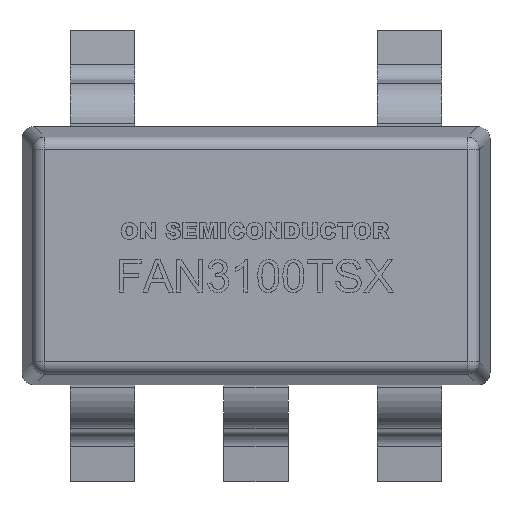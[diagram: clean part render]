
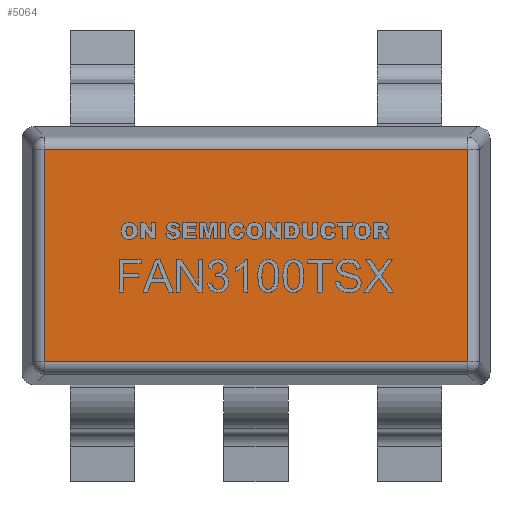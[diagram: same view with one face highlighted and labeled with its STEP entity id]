
A CAD part, top view. The second image highlights one B-rep face of the part: STEP entity #5064.
In plain terms, the highlighted planar face has unit normal (0, 0, 1).
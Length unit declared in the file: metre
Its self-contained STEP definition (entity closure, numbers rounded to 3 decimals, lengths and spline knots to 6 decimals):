
#2542 = EDGE_CURVE( '', #6552, #6553, #6554, .T. );
#3316 = EDGE_CURVE( '', #6074, #7692, #7693, .T. );
#4838 = EDGE_CURVE( '', #6553, #6074, #9552, .T. );
#5056 = EDGE_CURVE( '', #7692, #6552, #9805, .T. );
#5064 = ADVANCED_FACE( '', ( #9813 ), #9814, .T. );
#6074 = VERTEX_POINT( '', #11331 );
#6552 = VERTEX_POINT( '', #12070 );
#6553 = VERTEX_POINT( '', #12071 );
#6554 = LINE( '', #12072, #12073 );
#7692 = VERTEX_POINT( '', #13873 );
#7693 = LINE( '', #13874, #13875 );
#9552 = LINE( '', #17110, #17111 );
#9805 = LINE( '', #17547, #17548 );
#9813 = FACE_OUTER_BOUND( '', #17561, .T. );
#9814 = PLANE( '', #17562 );
#11331 = CARTESIAN_POINT( '', ( 0.001309, 0.000659, 0.0015 ) );
#12070 = CARTESIAN_POINT( '', ( -0.001309, -0.000659, 0.0015 ) );
#12071 = CARTESIAN_POINT( '', ( -0.001309, 0.000659, 0.0015 ) );
#12072 = CARTESIAN_POINT( '', ( -0.001309, 0.0004, 0.0015 ) );
#12073 = VECTOR( '', #19199, 1. );
#13873 = CARTESIAN_POINT( '', ( 0.001309, -0.000659, 0.0015 ) );
#13874 = CARTESIAN_POINT( '', ( 0.001309, -0.0004, 0.0015 ) );
#13875 = VECTOR( '', #20738, 1. );
#17110 = CARTESIAN_POINT( '', ( 0.000725, 0.000659, 0.0015 ) );
#17111 = VECTOR( '', #23586, 1. );
#17547 = CARTESIAN_POINT( '', ( -0.000725, -0.000659, 0.0015 ) );
#17548 = VECTOR( '', #24025, 1. );
#17561 = EDGE_LOOP( '', ( #24032, #24033, #24034, #24035 ) );
#17562 = AXIS2_PLACEMENT_3D( '', #24036, #24037, #24038 );
#19199 = DIRECTION( '', ( 0., 1., 0. ) );
#20738 = DIRECTION( '', ( 0., -1., 0. ) );
#23586 = DIRECTION( '', ( 1., 0., 0. ) );
#24025 = DIRECTION( '', ( -1., 0., 0. ) );
#24032 = ORIENTED_EDGE( '', *, *, #4838, .F. );
#24033 = ORIENTED_EDGE( '', *, *, #2542, .F. );
#24034 = ORIENTED_EDGE( '', *, *, #5056, .F. );
#24035 = ORIENTED_EDGE( '', *, *, #3316, .F. );
#24036 = CARTESIAN_POINT( '', ( 0., 0., 0.0015 ) );
#24037 = DIRECTION( '', ( 0., 0., 1. ) );
#24038 = DIRECTION( '', ( 1., 0., 0. ) );
